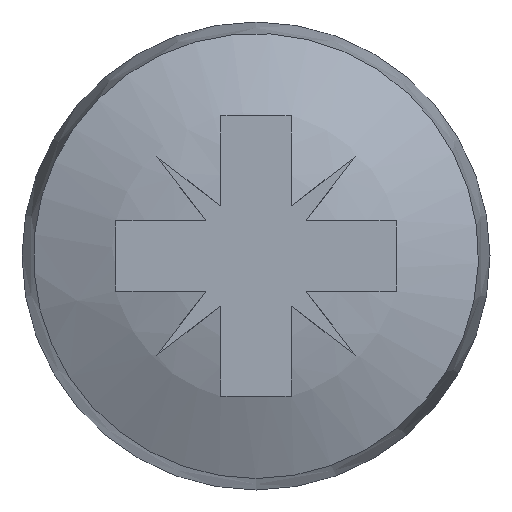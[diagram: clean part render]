
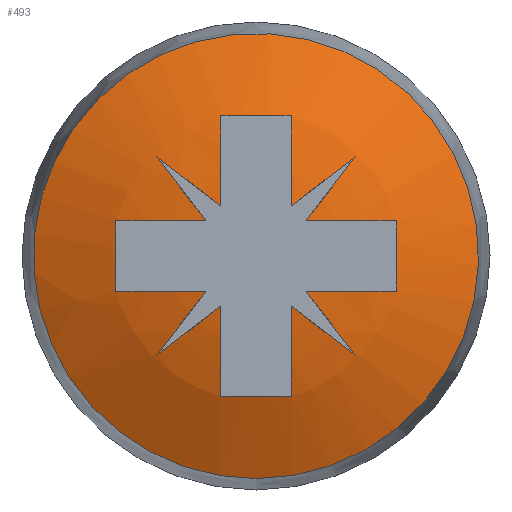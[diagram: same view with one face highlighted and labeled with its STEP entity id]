
A CAD part, left-side view. The second image highlights one B-rep face of the part: STEP entity #493.
In plain terms, the highlighted spherical face has radius 4 mm.
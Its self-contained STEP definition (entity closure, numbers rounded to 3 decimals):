
#100=SPHERICAL_SURFACE('',#543,4.);
#139=ORIENTED_EDGE('',*,*,#269,.F.);
#140=ORIENTED_EDGE('',*,*,#270,.F.);
#141=ORIENTED_EDGE('',*,*,#271,.T.);
#142=ORIENTED_EDGE('',*,*,#272,.T.);
#143=ORIENTED_EDGE('',*,*,#273,.T.);
#144=ORIENTED_EDGE('',*,*,#274,.T.);
#145=ORIENTED_EDGE('',*,*,#275,.F.);
#146=ORIENTED_EDGE('',*,*,#276,.F.);
#147=ORIENTED_EDGE('',*,*,#277,.T.);
#148=ORIENTED_EDGE('',*,*,#278,.T.);
#149=ORIENTED_EDGE('',*,*,#279,.T.);
#150=ORIENTED_EDGE('',*,*,#280,.F.);
#151=ORIENTED_EDGE('',*,*,#281,.F.);
#152=ORIENTED_EDGE('',*,*,#282,.T.);
#153=ORIENTED_EDGE('',*,*,#283,.T.);
#154=ORIENTED_EDGE('',*,*,#284,.F.);
#155=ORIENTED_EDGE('',*,*,#285,.F.);
#156=ORIENTED_EDGE('',*,*,#286,.T.);
#157=ORIENTED_EDGE('',*,*,#287,.T.);
#158=ORIENTED_EDGE('',*,*,#288,.T.);
#159=ORIENTED_EDGE('',*,*,#289,.F.);
#269=EDGE_CURVE('',#337,#338,#385,.T.);
#270=EDGE_CURVE('',#339,#337,#386,.T.);
#271=EDGE_CURVE('',#339,#340,#387,.T.);
#272=EDGE_CURVE('',#340,#341,#388,.T.);
#273=EDGE_CURVE('',#341,#342,#389,.T.);
#274=EDGE_CURVE('',#342,#343,#390,.T.);
#275=EDGE_CURVE('',#344,#343,#391,.T.);
#276=EDGE_CURVE('',#345,#344,#392,.T.);
#277=EDGE_CURVE('',#345,#346,#393,.T.);
#278=EDGE_CURVE('',#346,#347,#394,.T.);
#279=EDGE_CURVE('',#347,#348,#395,.T.);
#280=EDGE_CURVE('',#349,#348,#396,.T.);
#281=EDGE_CURVE('',#350,#349,#397,.T.);
#282=EDGE_CURVE('',#350,#351,#398,.T.);
#283=EDGE_CURVE('',#351,#352,#399,.T.);
#284=EDGE_CURVE('',#353,#352,#400,.T.);
#285=EDGE_CURVE('',#354,#353,#401,.T.);
#286=EDGE_CURVE('',#354,#355,#402,.T.);
#287=EDGE_CURVE('',#355,#356,#403,.T.);
#288=EDGE_CURVE('',#356,#338,#404,.T.);
#289=EDGE_CURVE('',#357,#357,#405,.T.);
#337=VERTEX_POINT('',#769);
#338=VERTEX_POINT('',#770);
#339=VERTEX_POINT('',#772);
#340=VERTEX_POINT('',#774);
#341=VERTEX_POINT('',#776);
#342=VERTEX_POINT('',#778);
#343=VERTEX_POINT('',#780);
#344=VERTEX_POINT('',#782);
#345=VERTEX_POINT('',#784);
#346=VERTEX_POINT('',#786);
#347=VERTEX_POINT('',#788);
#348=VERTEX_POINT('',#790);
#349=VERTEX_POINT('',#792);
#350=VERTEX_POINT('',#794);
#351=VERTEX_POINT('',#796);
#352=VERTEX_POINT('',#798);
#353=VERTEX_POINT('',#800);
#354=VERTEX_POINT('',#802);
#355=VERTEX_POINT('',#804);
#356=VERTEX_POINT('',#806);
#357=VERTEX_POINT('',#809);
#385=CIRCLE('',#544,3.989);
#386=CIRCLE('',#545,3.816);
#387=CIRCLE('',#546,3.989);
#388=CIRCLE('',#547,3.997);
#389=CIRCLE('',#548,3.997);
#390=CIRCLE('',#549,3.989);
#391=CIRCLE('',#550,3.816);
#392=CIRCLE('',#551,3.989);
#393=CIRCLE('',#552,3.997);
#394=CIRCLE('',#553,3.997);
#395=CIRCLE('',#554,3.989);
#396=CIRCLE('',#555,3.816);
#397=CIRCLE('',#556,3.989);
#398=CIRCLE('',#557,3.997);
#399=CIRCLE('',#558,3.997);
#400=CIRCLE('',#559,3.989);
#401=CIRCLE('',#560,3.816);
#402=CIRCLE('',#561,3.989);
#403=CIRCLE('',#562,3.997);
#404=CIRCLE('',#563,3.997);
#405=CIRCLE('',#564,1.902);
#419=EDGE_LOOP('',(#139,#140,#141,#142,#143,#144,#145,#146,#147,#148,#149,
#150,#151,#152,#153,#154,#155,#156,#157,#158));
#420=EDGE_LOOP('',(#159));
#457=FACE_BOUND('',#419,.T.);
#458=FACE_BOUND('',#420,.T.);
#493=ADVANCED_FACE('',(#457,#458),#100,.T.);
#543=AXIS2_PLACEMENT_3D('',#767,#617,#618);
#544=AXIS2_PLACEMENT_3D('',#768,#619,#620);
#545=AXIS2_PLACEMENT_3D('',#771,#621,#622);
#546=AXIS2_PLACEMENT_3D('',#773,#623,#624);
#547=AXIS2_PLACEMENT_3D('',#775,#625,#626);
#548=AXIS2_PLACEMENT_3D('',#777,#627,#628);
#549=AXIS2_PLACEMENT_3D('',#779,#629,#630);
#550=AXIS2_PLACEMENT_3D('',#781,#631,#632);
#551=AXIS2_PLACEMENT_3D('',#783,#633,#634);
#552=AXIS2_PLACEMENT_3D('',#785,#635,#636);
#553=AXIS2_PLACEMENT_3D('',#787,#637,#638);
#554=AXIS2_PLACEMENT_3D('',#789,#639,#640);
#555=AXIS2_PLACEMENT_3D('',#791,#641,#642);
#556=AXIS2_PLACEMENT_3D('',#793,#643,#644);
#557=AXIS2_PLACEMENT_3D('',#795,#645,#646);
#558=AXIS2_PLACEMENT_3D('',#797,#647,#648);
#559=AXIS2_PLACEMENT_3D('',#799,#649,#650);
#560=AXIS2_PLACEMENT_3D('',#801,#651,#652);
#561=AXIS2_PLACEMENT_3D('',#803,#653,#654);
#562=AXIS2_PLACEMENT_3D('',#805,#655,#656);
#563=AXIS2_PLACEMENT_3D('',#807,#657,#658);
#564=AXIS2_PLACEMENT_3D('',#808,#659,#660);
#617=DIRECTION('',(1.,0.,0.));
#618=DIRECTION('',(0.,1.,0.));
#619=DIRECTION('',(0.,0.,1.));
#620=DIRECTION('',(1.,0.,0.));
#621=DIRECTION('',(0.,-1.,0.));
#622=DIRECTION('',(0.,0.,-1.));
#623=DIRECTION('',(0.,0.,1.));
#624=DIRECTION('',(1.,0.,0.));
#625=DIRECTION('',(0.,0.793,-0.609));
#626=DIRECTION('',(0.,0.609,0.793));
#627=DIRECTION('',(0.,-0.609,0.793));
#628=DIRECTION('',(0.,-0.793,-0.609));
#629=DIRECTION('',(0.,1.,0.));
#630=DIRECTION('',(0.,0.,1.));
#631=DIRECTION('',(0.,0.,-1.));
#632=DIRECTION('',(-1.,0.,0.));
#633=DIRECTION('',(0.,1.,0.));
#634=DIRECTION('',(0.,0.,1.));
#635=DIRECTION('',(0.,0.609,0.793));
#636=DIRECTION('',(0.,-0.793,0.609));
#637=DIRECTION('',(0.,-0.793,-0.609));
#638=DIRECTION('',(0.,0.609,-0.793));
#639=DIRECTION('',(0.,0.,1.));
#640=DIRECTION('',(1.,0.,0.));
#641=DIRECTION('',(0.,1.,0.));
#642=DIRECTION('',(0.,0.,1.));
#643=DIRECTION('',(0.,0.,1.));
#644=DIRECTION('',(1.,0.,0.));
#645=DIRECTION('',(0.,-0.793,0.609));
#646=DIRECTION('',(0.,-0.609,-0.793));
#647=DIRECTION('',(0.,0.609,-0.793));
#648=DIRECTION('',(0.,0.793,0.609));
#649=DIRECTION('',(0.,1.,0.));
#650=DIRECTION('',(0.,0.,1.));
#651=DIRECTION('',(0.,0.,1.));
#652=DIRECTION('',(1.,0.,0.));
#653=DIRECTION('',(0.,1.,0.));
#654=DIRECTION('',(0.,0.,1.));
#655=DIRECTION('',(0.,-0.609,-0.793));
#656=DIRECTION('',(0.,0.793,-0.609));
#657=DIRECTION('',(0.,0.793,0.609));
#658=DIRECTION('',(0.,-0.609,0.793));
#659=DIRECTION('',(1.,0.,0.));
#660=DIRECTION('',(0.,0.,-1.));
#767=CARTESIAN_POINT('',(2.4,0.,0.));
#768=CARTESIAN_POINT('',(2.4,0.,-0.3));
#769=CARTESIAN_POINT('',(-1.404,1.2,-0.3));
#770=CARTESIAN_POINT('',(-1.566,0.428,-0.3));
#771=CARTESIAN_POINT('',(2.4,1.2,0.));
#772=CARTESIAN_POINT('',(-1.404,1.2,0.3));
#773=CARTESIAN_POINT('',(2.4,0.,0.3));
#774=CARTESIAN_POINT('',(-1.566,0.428,0.3));
#775=CARTESIAN_POINT('',(2.4,0.124,-0.095));
#776=CARTESIAN_POINT('',(-1.416,0.849,0.849));
#777=CARTESIAN_POINT('',(2.4,-0.095,0.124));
#778=CARTESIAN_POINT('',(-1.566,0.3,0.428));
#779=CARTESIAN_POINT('',(2.4,0.3,0.));
#780=CARTESIAN_POINT('',(-1.404,0.3,1.2));
#781=CARTESIAN_POINT('',(2.4,0.,1.2));
#782=CARTESIAN_POINT('',(-1.404,-0.3,1.2));
#783=CARTESIAN_POINT('',(2.4,-0.3,0.));
#784=CARTESIAN_POINT('',(-1.566,-0.3,0.428));
#785=CARTESIAN_POINT('',(2.4,0.095,0.124));
#786=CARTESIAN_POINT('',(-1.416,-0.849,0.849));
#787=CARTESIAN_POINT('',(2.4,-0.124,-0.095));
#788=CARTESIAN_POINT('',(-1.566,-0.428,0.3));
#789=CARTESIAN_POINT('',(2.4,0.,0.3));
#790=CARTESIAN_POINT('',(-1.404,-1.2,0.3));
#791=CARTESIAN_POINT('',(2.4,-1.2,0.));
#792=CARTESIAN_POINT('',(-1.404,-1.2,-0.3));
#793=CARTESIAN_POINT('',(2.4,0.,-0.3));
#794=CARTESIAN_POINT('',(-1.566,-0.428,-0.3));
#795=CARTESIAN_POINT('',(2.4,-0.124,0.095));
#796=CARTESIAN_POINT('',(-1.416,-0.849,-0.849));
#797=CARTESIAN_POINT('',(2.4,0.095,-0.124));
#798=CARTESIAN_POINT('',(-1.566,-0.3,-0.428));
#799=CARTESIAN_POINT('',(2.4,-0.3,0.));
#800=CARTESIAN_POINT('',(-1.404,-0.3,-1.2));
#801=CARTESIAN_POINT('',(2.4,0.,-1.2));
#802=CARTESIAN_POINT('',(-1.404,0.3,-1.2));
#803=CARTESIAN_POINT('',(2.4,0.3,0.));
#804=CARTESIAN_POINT('',(-1.566,0.3,-0.428));
#805=CARTESIAN_POINT('',(2.4,-0.095,-0.124));
#806=CARTESIAN_POINT('',(-1.416,0.849,-0.849));
#807=CARTESIAN_POINT('',(2.4,0.124,0.095));
#808=CARTESIAN_POINT('',(-1.119,0.,0.));
#809=CARTESIAN_POINT('',(-1.119,0.,-1.902));
